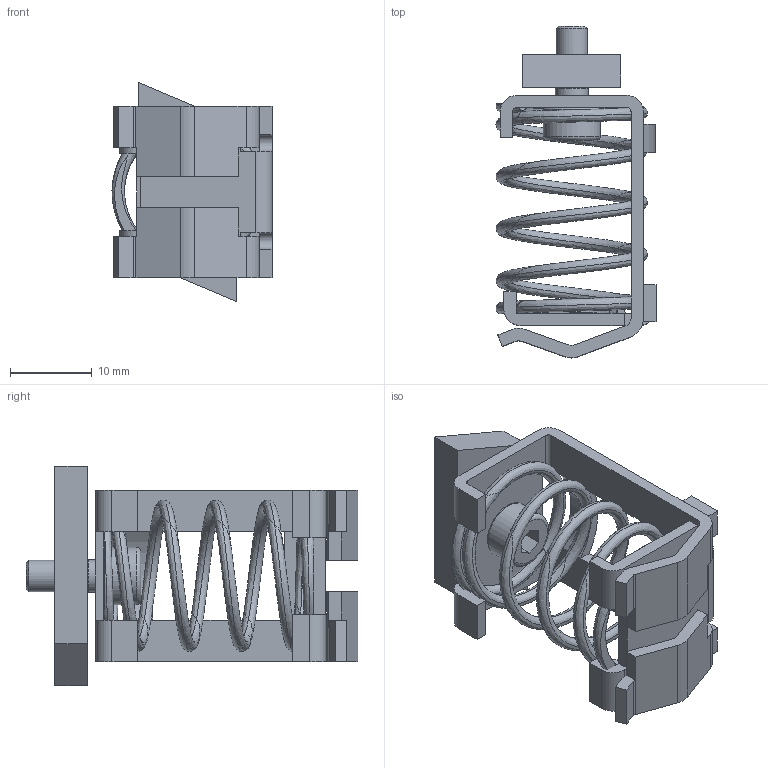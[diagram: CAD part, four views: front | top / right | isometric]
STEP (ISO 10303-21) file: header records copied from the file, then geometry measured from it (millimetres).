
FILE_DESCRIPTION(/* description */ (''),/* implementation_level */ '2;1');
FILE_NAME(/* name */ '17357.0.stp',/* time_stamp */ '2017-06-06T09:26:50+02:00',/* author */ (''),/* organization */ (''),/* preprocessor_version */ 'ST-DEVELOPER v16',/* originating_system */ 'SIEMENS PLM Software NX 10.0',/* authorisation */ '');
FILE_SCHEMA (('AP203_CONFIGURATION_CONTROLLED_3D_DESIGN_OF_MECHANICAL_PARTS_AND_ASSEMBLIES_MIM_LF { 1 0 10303 403 2 1 2}'));
Products named in the file (1): scho18B4F3BC46r3
Bounding box: 19.56 x 40.57 x 26.79 mm (x, y, z)
Volume: 5115.9 mm3; surface area: 8162.5 mm2
Topology: 6 solids, 6 shells, 230 faces, 639 edges, 419 vertices
Faces by surface type: plane 140, cylinder 57, bspline 29, torus 2, cone 2
Full cylindrical faces by diameter (mm): 3.3 x3, 3.838 x1, 4 x1, 7 x1
Entity records: 94889 total; most frequent: CARTESIAN_POINT 89140, ORIENTED_EDGE 1246, DIRECTION 1051, EDGE_CURVE 623, VERTEX_POINT 414, LINE 405, VECTOR 405, AXIS2_PLACEMENT_3D 323
